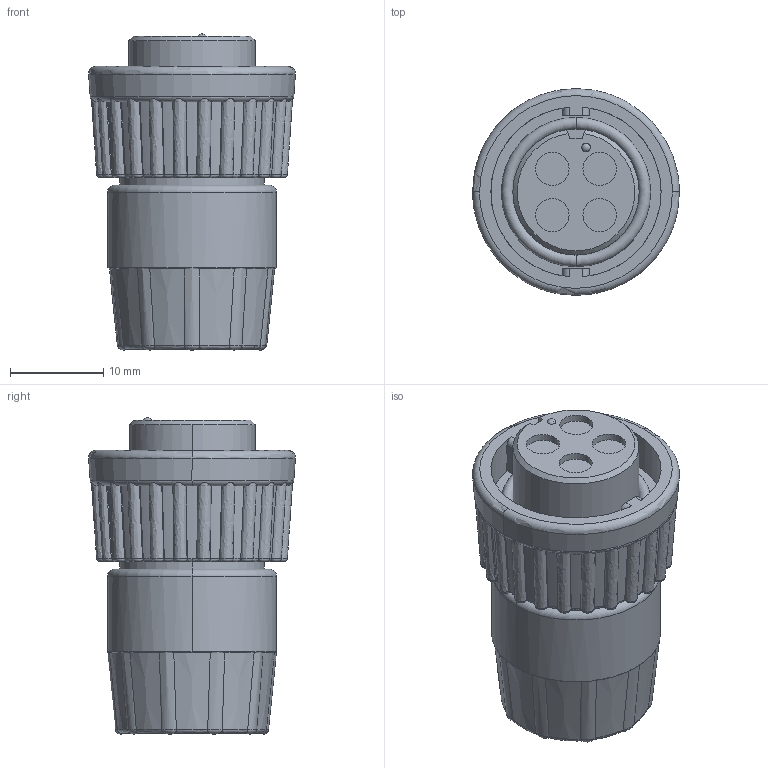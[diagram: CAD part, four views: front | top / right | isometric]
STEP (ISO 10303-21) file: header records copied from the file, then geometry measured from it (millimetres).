
FILE_DESCRIPTION (( 'STEP AP203' ), '1' );
FILE_NAME ('3180-4SG-321.STEP', '2016-12-06T17:03:45', ( '' ), ( '' ), 'SwSTEP 2.0', 'SolidWorks 2014', '' );
FILE_SCHEMA (( 'CONFIG_CONTROL_DESIGN' ));
Length unit declared in the file: inch
Products named in the file (1): 3180-4SG-321
Bounding box: 22.22 x 22.22 x 33.98 mm (x, y, z)
Volume: 8204.4 mm3; surface area: 3494.1 mm2
Topology: 1 solids, 1 shells, 274 faces, 745 edges, 484 vertices
Faces by surface type: bspline 107, plane 57, torus 41, cone 39, cylinder 29, sphere 1
Entity records: 13865 total; most frequent: CARTESIAN_POINT 8183, ORIENTED_EDGE 1484, DIRECTION 807, EDGE_CURVE 742, VERTEX_POINT 482, AXIS2_PLACEMENT_3D 361, B_SPLINE_CURVE_WITH_KNOTS 347, EDGE_LOOP 286
